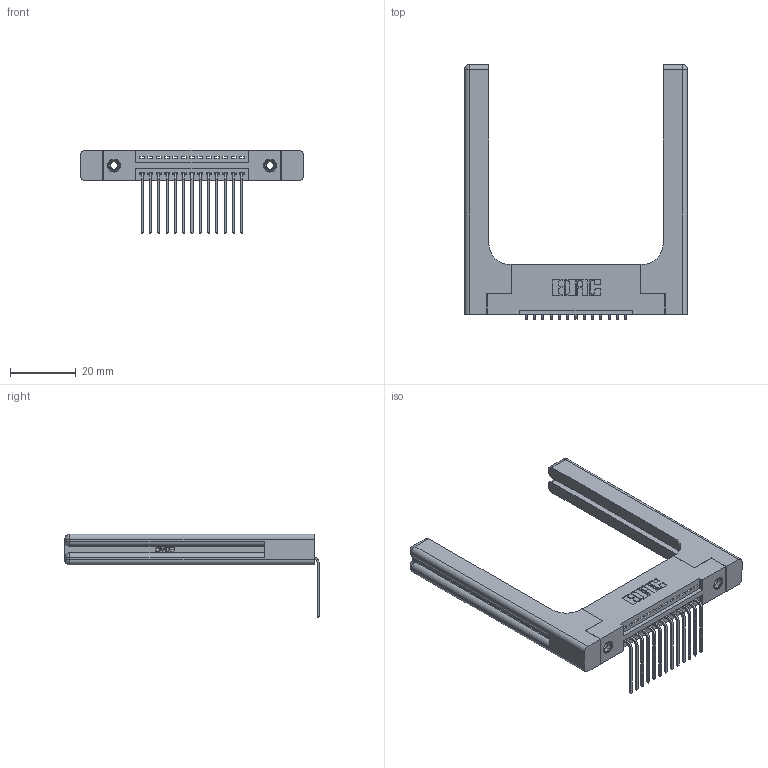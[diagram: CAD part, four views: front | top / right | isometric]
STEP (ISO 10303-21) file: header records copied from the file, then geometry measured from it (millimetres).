
FILE_DESCRIPTION (( 'STEP AP203' ), '1' );
FILE_NAME ('395-013-559-158.STEP', '2019-10-16T03:32:09', ( '' ), ( '' ), 'SwSTEP 2.0', 'SolidWorks 2016', '' );
FILE_SCHEMA (( 'CONFIG_CONTROL_DESIGN' ));
Length unit declared in the file: inch
Products named in the file (5): 395-013-559-158; 345-220-058_345-220-058; 345-292-001_558 559 Tail - 1; 345 Part_Flush Mounting Lugs - 0.156 Dia-TH; 345-250-001_345-250-001-102
Assembly tree (18 placements, depth 2):
  395-013-559-158
    345 Part_Flush Mounting Lugs - 0.156 Dia-TH
    345-292-001_558 559 Tail - 1  x13
    345-250-001_345-250-001-102  x2
    345-220-058_345-220-058  x2
Bounding box: 68.05 x 77.71 x 25.53 mm (x, y, z)
Volume: 14773.8 mm3; surface area: 13496.7 mm2
Topology: 18 solids, 18 shells, 1162 faces, 3373 edges, 2210 vertices
Faces by surface type: plane 774, cylinder 328, bspline 36, cone 12, sphere 8, torus 4
Entity records: 18954 total; most frequent: CARTESIAN_POINT 4256, ORIENTED_EDGE 3000, DIRECTION 2706, EDGE_CURVE 1500, LINE 1224, VECTOR 1224, VERTEX_POINT 990, AXIS2_PLACEMENT_3D 741
